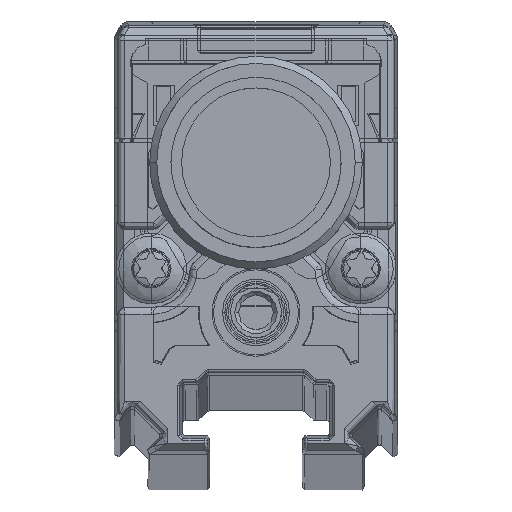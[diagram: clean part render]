
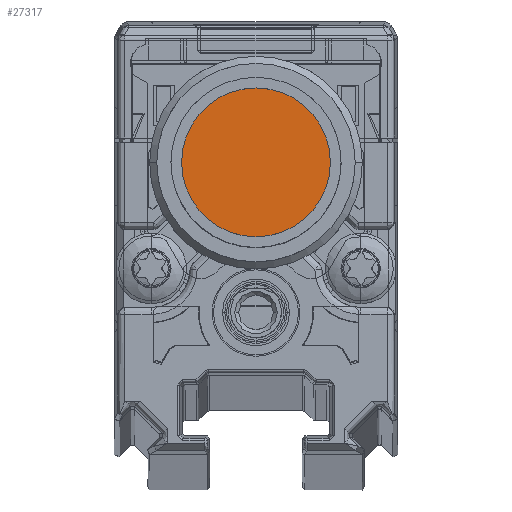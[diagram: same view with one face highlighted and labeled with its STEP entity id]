
A CAD part, top view. The second image highlights one B-rep face of the part: STEP entity #27317.
In plain terms, the highlighted face is planar.
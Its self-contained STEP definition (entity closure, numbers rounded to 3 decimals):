
#26517=CARTESIAN_POINT('',(0.,0.,0.));
#26518=DIRECTION('',(0.,-1.,0.));
#26519=DIRECTION('',(1.,0.,0.));
#26520=AXIS2_PLACEMENT_3D('',#26517,#26518,#26519);
#26522=CARTESIAN_POINT('',(0.,0.,0.));
#26523=DIRECTION('',(0.,-1.,0.));
#26524=DIRECTION('',(-1.,0.,0.));
#26525=AXIS2_PLACEMENT_3D('',#26522,#26523,#26524);
#26623=CARTESIAN_POINT('',(-5.25,0.,0.));
#26624=VERTEX_POINT('',#26623);
#26625=CARTESIAN_POINT('',(5.25,0.,0.));
#26626=VERTEX_POINT('',#26625);
#27308=CARTESIAN_POINT('',(0.,0.,0.));
#27309=DIRECTION('',(0.,-1.,0.));
#27310=DIRECTION('',(1.,0.,0.));
#27311=AXIS2_PLACEMENT_3D('',#27308,#27309,#27310);
#27312=PLANE('',#27311);
#27313=ORIENTED_EDGE('',*,*,#27294,.T.);
#27314=ORIENTED_EDGE('',*,*,#27276,.T.);
#27315=EDGE_LOOP('',(#27313,#27314));
#27316=FACE_OUTER_BOUND('',#27315,.F.);
#27317=ADVANCED_FACE('',(#27316),#27312,.F.);
#26521=CIRCLE('',#26520,5.25);
#26526=CIRCLE('',#26525,5.25);
#27276=EDGE_CURVE('',#26624,#26626,#26526,.T.);
#27294=EDGE_CURVE('',#26626,#26624,#26521,.T.);
